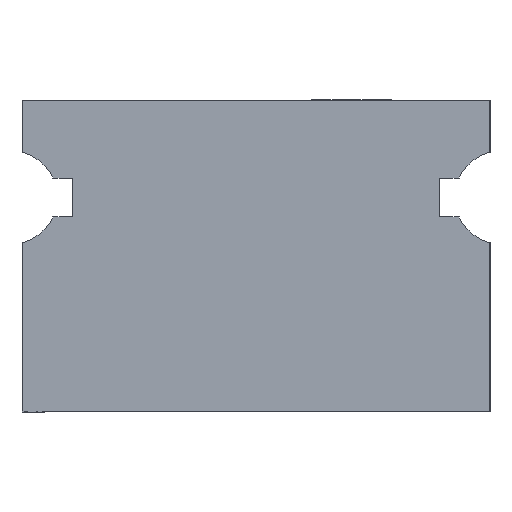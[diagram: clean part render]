
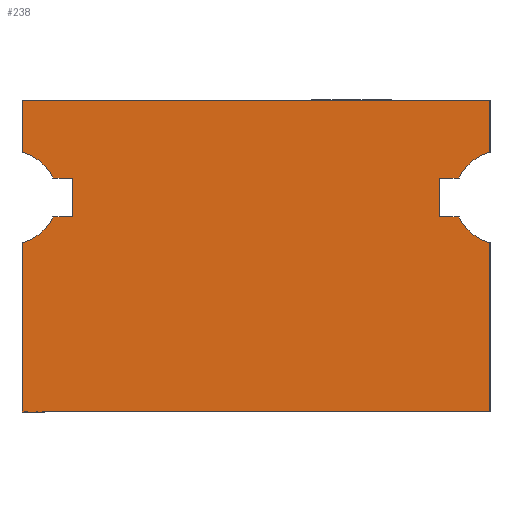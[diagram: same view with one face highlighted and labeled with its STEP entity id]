
A CAD part, left-side view. The second image highlights one B-rep face of the part: STEP entity #238.
In plain terms, the highlighted planar face has unit normal (-1, 0, 0).
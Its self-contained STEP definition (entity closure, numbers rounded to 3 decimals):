
#40 = VERTEX_POINT('',#41);
#41 = CARTESIAN_POINT('',(0.,6.,8.));
#58 = VERTEX_POINT('',#59);
#59 = CARTESIAN_POINT('',(0.,-6.,8.));
#65 = EDGE_CURVE('',#40,#58,#66,.T.);
#66 = LINE('',#67,#68);
#67 = CARTESIAN_POINT('',(0.,6.,8.));
#68 = VECTOR('',#69,1.);
#69 = DIRECTION('',(0.,-1.,0.));
#211 = EDGE_CURVE('',#212,#40,#214,.T.);
#212 = VERTEX_POINT('',#213);
#213 = CARTESIAN_POINT('',(0.,6.,6.662));
#214 = LINE('',#215,#216);
#215 = CARTESIAN_POINT('',(0.,6.,0.));
#216 = VECTOR('',#217,1.);
#217 = DIRECTION('',(0.,0.,1.));
#238 = ADVANCED_FACE('',(#239),#357,.F.);
#239 = FACE_BOUND('',#240,.F.);
#240 = EDGE_LOOP('',(#241,#251,#259,#267,#276,#284,#292,#300,#307,#308,
    #309,#317,#326,#334,#342,#350));
#241 = ORIENTED_EDGE('',*,*,#242,.T.);
#242 = EDGE_CURVE('',#243,#245,#247,.T.);
#243 = VERTEX_POINT('',#244);
#244 = CARTESIAN_POINT('',(0.,-6.,4.338));
#245 = VERTEX_POINT('',#246);
#246 = CARTESIAN_POINT('',(0.,-6.,0.));
#247 = LINE('',#248,#249);
#248 = CARTESIAN_POINT('',(0.,-6.,8.));
#249 = VECTOR('',#250,1.);
#250 = DIRECTION('',(0.,0.,-1.));
#251 = ORIENTED_EDGE('',*,*,#252,.T.);
#252 = EDGE_CURVE('',#245,#253,#255,.T.);
#253 = VERTEX_POINT('',#254);
#254 = CARTESIAN_POINT('',(0.,6.,0.));
#255 = LINE('',#256,#257);
#256 = CARTESIAN_POINT('',(0.,-6.,0.));
#257 = VECTOR('',#258,1.);
#258 = DIRECTION('',(0.,1.,0.));
#259 = ORIENTED_EDGE('',*,*,#260,.T.);
#260 = EDGE_CURVE('',#253,#261,#263,.T.);
#261 = VERTEX_POINT('',#262);
#262 = CARTESIAN_POINT('',(0.,6.,4.338));
#263 = LINE('',#264,#265);
#264 = CARTESIAN_POINT('',(0.,6.,0.));
#265 = VECTOR('',#266,1.);
#266 = DIRECTION('',(0.,0.,1.));
#267 = ORIENTED_EDGE('',*,*,#268,.T.);
#268 = EDGE_CURVE('',#261,#269,#271,.T.);
#269 = VERTEX_POINT('',#270);
#270 = CARTESIAN_POINT('',(0.,5.209,
    5.));
#271 = CIRCLE('',#272,1.2);
#272 = AXIS2_PLACEMENT_3D('',#273,#274,#275);
#273 = CARTESIAN_POINT('',(0.,6.3,5.5));
#274 = DIRECTION('',(-1.,0.,0.));
#275 = DIRECTION('',(0.,-1.,0.));
#276 = ORIENTED_EDGE('',*,*,#277,.F.);
#277 = EDGE_CURVE('',#278,#269,#280,.T.);
#278 = VERTEX_POINT('',#279);
#279 = CARTESIAN_POINT('',(0.,4.709,
    5.));
#280 = LINE('',#281,#282);
#281 = CARTESIAN_POINT('',(0.,4.709,
    5.));
#282 = VECTOR('',#283,1.);
#283 = DIRECTION('',(0.,1.,0.));
#284 = ORIENTED_EDGE('',*,*,#285,.F.);
#285 = EDGE_CURVE('',#286,#278,#288,.T.);
#286 = VERTEX_POINT('',#287);
#287 = CARTESIAN_POINT('',(0.,4.709,6.));
#288 = LINE('',#289,#290);
#289 = CARTESIAN_POINT('',(0.,4.709,6.));
#290 = VECTOR('',#291,1.);
#291 = DIRECTION('',(0.,0.,-1.));
#292 = ORIENTED_EDGE('',*,*,#293,.F.);
#293 = EDGE_CURVE('',#294,#286,#296,.T.);
#294 = VERTEX_POINT('',#295);
#295 = CARTESIAN_POINT('',(0.,5.209,
    6.));
#296 = LINE('',#297,#298);
#297 = CARTESIAN_POINT('',(0.,5.209,6.));
#298 = VECTOR('',#299,1.);
#299 = DIRECTION('',(0.,-1.,0.));
#300 = ORIENTED_EDGE('',*,*,#301,.T.);
#301 = EDGE_CURVE('',#294,#212,#302,.T.);
#302 = CIRCLE('',#303,1.2);
#303 = AXIS2_PLACEMENT_3D('',#304,#305,#306);
#304 = CARTESIAN_POINT('',(0.,6.3,5.5));
#305 = DIRECTION('',(-1.,0.,0.));
#306 = DIRECTION('',(0.,-1.,0.));
#307 = ORIENTED_EDGE('',*,*,#211,.T.);
#308 = ORIENTED_EDGE('',*,*,#65,.T.);
#309 = ORIENTED_EDGE('',*,*,#310,.T.);
#310 = EDGE_CURVE('',#58,#311,#313,.T.);
#311 = VERTEX_POINT('',#312);
#312 = CARTESIAN_POINT('',(0.,-6.,6.662));
#313 = LINE('',#314,#315);
#314 = CARTESIAN_POINT('',(0.,-6.,8.));
#315 = VECTOR('',#316,1.);
#316 = DIRECTION('',(0.,0.,-1.));
#317 = ORIENTED_EDGE('',*,*,#318,.T.);
#318 = EDGE_CURVE('',#311,#319,#321,.T.);
#319 = VERTEX_POINT('',#320);
#320 = CARTESIAN_POINT('',(0.,-5.209,
    6.));
#321 = CIRCLE('',#322,1.2);
#322 = AXIS2_PLACEMENT_3D('',#323,#324,#325);
#323 = CARTESIAN_POINT('',(0.,-6.3,5.5));
#324 = DIRECTION('',(-1.,0.,0.));
#325 = DIRECTION('',(0.,-1.,0.));
#326 = ORIENTED_EDGE('',*,*,#327,.T.);
#327 = EDGE_CURVE('',#319,#328,#330,.T.);
#328 = VERTEX_POINT('',#329);
#329 = CARTESIAN_POINT('',(0.,-4.709,6.));
#330 = LINE('',#331,#332);
#331 = CARTESIAN_POINT('',(0.,-5.209,6.));
#332 = VECTOR('',#333,1.);
#333 = DIRECTION('',(0.,1.,0.));
#334 = ORIENTED_EDGE('',*,*,#335,.T.);
#335 = EDGE_CURVE('',#328,#336,#338,.T.);
#336 = VERTEX_POINT('',#337);
#337 = CARTESIAN_POINT('',(0.,-4.709,5.));
#338 = LINE('',#339,#340);
#339 = CARTESIAN_POINT('',(0.,-4.709,6.));
#340 = VECTOR('',#341,1.);
#341 = DIRECTION('',(0.,0.,-1.));
#342 = ORIENTED_EDGE('',*,*,#343,.T.);
#343 = EDGE_CURVE('',#336,#344,#346,.T.);
#344 = VERTEX_POINT('',#345);
#345 = CARTESIAN_POINT('',(0.,-5.209,
    5.));
#346 = LINE('',#347,#348);
#347 = CARTESIAN_POINT('',(0.,-4.709,5.));
#348 = VECTOR('',#349,1.);
#349 = DIRECTION('',(0.,-1.,0.));
#350 = ORIENTED_EDGE('',*,*,#351,.T.);
#351 = EDGE_CURVE('',#344,#243,#352,.T.);
#352 = CIRCLE('',#353,1.2);
#353 = AXIS2_PLACEMENT_3D('',#354,#355,#356);
#354 = CARTESIAN_POINT('',(0.,-6.3,5.5));
#355 = DIRECTION('',(-1.,0.,0.));
#356 = DIRECTION('',(0.,-1.,0.));
#357 = PLANE('',#358);
#358 = AXIS2_PLACEMENT_3D('',#359,#360,#361);
#359 = CARTESIAN_POINT('',(0.,0.,4.));
#360 = DIRECTION('',(1.,0.,0.));
#361 = DIRECTION('',(0.,0.,1.));
